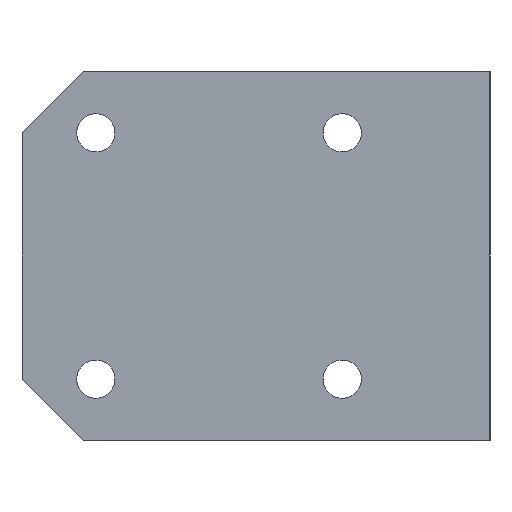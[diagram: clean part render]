
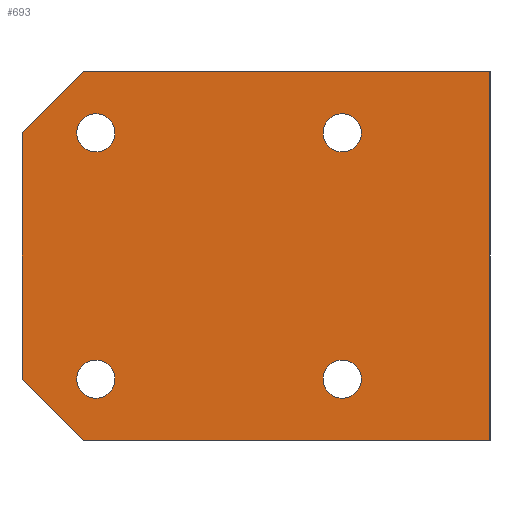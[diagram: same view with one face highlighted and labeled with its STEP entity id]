
A CAD part, left-side view. The second image highlights one B-rep face of the part: STEP entity #693.
In plain terms, the highlighted planar face has unit normal (-1, 0, 0).
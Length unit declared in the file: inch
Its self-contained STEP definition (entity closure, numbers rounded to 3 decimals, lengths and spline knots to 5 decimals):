
#32=LINE('',#1058,#84);
#41=LINE('',#1090,#93);
#45=LINE('',#1100,#97);
#47=LINE('',#1104,#99);
#50=LINE('',#1110,#102);
#51=LINE('',#1111,#103);
#84=VECTOR('',#853,0.3937);
#93=VECTOR('',#882,0.3937);
#97=VECTOR('',#890,0.3937);
#99=VECTOR('',#894,0.3937);
#102=VECTOR('',#899,0.3937);
#103=VECTOR('',#900,0.3937);
#155=FACE_BOUND('',#233,.T.);
#156=FACE_BOUND('',#234,.T.);
#157=FACE_BOUND('',#235,.T.);
#158=FACE_BOUND('',#236,.T.);
#183=FACE_OUTER_BOUND('',#232,.T.);
#232=EDGE_LOOP('',(#541,#542,#543,#544,#545,#546));
#233=EDGE_LOOP('',(#547));
#234=EDGE_LOOP('',(#548));
#235=EDGE_LOOP('',(#549));
#236=EDGE_LOOP('',(#550));
#287=CIRCLE('',#761,0.06102);
#288=CIRCLE('',#762,0.06102);
#289=CIRCLE('',#763,0.06102);
#290=CIRCLE('',#764,0.06102);
#324=VERTEX_POINT('',#1055);
#325=VERTEX_POINT('',#1057);
#338=VERTEX_POINT('',#1089);
#342=VERTEX_POINT('',#1099);
#343=VERTEX_POINT('',#1103);
#345=VERTEX_POINT('',#1109);
#346=VERTEX_POINT('',#1112);
#347=VERTEX_POINT('',#1114);
#348=VERTEX_POINT('',#1116);
#349=VERTEX_POINT('',#1118);
#394=EDGE_CURVE('',#324,#325,#32,.T.);
#410=EDGE_CURVE('',#325,#338,#41,.F.);
#415=EDGE_CURVE('',#338,#342,#45,.T.);
#417=EDGE_CURVE('',#343,#342,#47,.T.);
#420=EDGE_CURVE('',#324,#345,#50,.T.);
#421=EDGE_CURVE('',#343,#345,#51,.T.);
#422=EDGE_CURVE('',#346,#346,#287,.T.);
#423=EDGE_CURVE('',#347,#347,#288,.T.);
#424=EDGE_CURVE('',#348,#348,#289,.T.);
#425=EDGE_CURVE('',#349,#349,#290,.T.);
#541=ORIENTED_EDGE('',*,*,#415,.F.);
#542=ORIENTED_EDGE('',*,*,#410,.F.);
#543=ORIENTED_EDGE('',*,*,#394,.F.);
#544=ORIENTED_EDGE('',*,*,#420,.T.);
#545=ORIENTED_EDGE('',*,*,#421,.F.);
#546=ORIENTED_EDGE('',*,*,#417,.T.);
#547=ORIENTED_EDGE('',*,*,#422,.T.);
#548=ORIENTED_EDGE('',*,*,#423,.T.);
#549=ORIENTED_EDGE('',*,*,#424,.T.);
#550=ORIENTED_EDGE('',*,*,#425,.T.);
#671=PLANE('',#760);
#693=ADVANCED_FACE('',(#183,#155,#156,#157,#158),#671,.T.);
#760=AXIS2_PLACEMENT_3D('',#1108,#897,#898);
#761=AXIS2_PLACEMENT_3D('',#1113,#901,#902);
#762=AXIS2_PLACEMENT_3D('',#1115,#903,#904);
#763=AXIS2_PLACEMENT_3D('',#1117,#905,#906);
#764=AXIS2_PLACEMENT_3D('',#1119,#907,#908);
#853=DIRECTION('',(0.,0.,-1.));
#882=DIRECTION('',(0.,-1.,0.));
#890=DIRECTION('',(0.,0.707,0.707));
#894=DIRECTION('',(0.,0.,-1.));
#897=DIRECTION('center_axis',(-1.,0.,0.));
#898=DIRECTION('ref_axis',(0.,0.,1.));
#899=DIRECTION('',(0.,1.,0.));
#900=DIRECTION('',(0.,-0.707,0.707));
#901=DIRECTION('center_axis',(1.,0.,0.));
#902=DIRECTION('ref_axis',(0.,0.,1.));
#903=DIRECTION('center_axis',(1.,0.,0.));
#904=DIRECTION('ref_axis',(0.,0.,1.));
#905=DIRECTION('center_axis',(1.,0.,0.));
#906=DIRECTION('ref_axis',(0.,0.,1.));
#907=DIRECTION('center_axis',(1.,0.,0.));
#908=DIRECTION('ref_axis',(0.,0.,1.));
#1055=CARTESIAN_POINT('',(0.15748,0.,1.1811));
#1057=CARTESIAN_POINT('',(0.15748,0.,0.));
#1058=CARTESIAN_POINT('',(0.15748,0.,0.29528));
#1089=CARTESIAN_POINT('',(0.15748,1.29921,0.));
#1090=CARTESIAN_POINT('',(0.15748,0.,0.));
#1099=CARTESIAN_POINT('',(0.15748,1.49606,0.19685));
#1100=CARTESIAN_POINT('',(0.15748,1.02362,-0.27559));
#1103=CARTESIAN_POINT('',(0.15748,1.49606,0.98425));
#1104=CARTESIAN_POINT('',(0.15748,1.49606,0.29528));
#1108=CARTESIAN_POINT('Origin',(0.15748,0.,0.));
#1109=CARTESIAN_POINT('',(0.15748,1.29921,1.1811));
#1110=CARTESIAN_POINT('',(0.15748,0.,1.1811));
#1111=CARTESIAN_POINT('',(0.15748,1.3189,1.16142));
#1112=CARTESIAN_POINT('',(0.15748,1.25984,0.13583));
#1113=CARTESIAN_POINT('Origin',(0.15748,1.25984,0.19685));
#1114=CARTESIAN_POINT('',(0.15748,0.47244,0.92323));
#1115=CARTESIAN_POINT('Origin',(0.15748,0.47244,0.98425));
#1116=CARTESIAN_POINT('',(0.15748,1.25984,0.92323));
#1117=CARTESIAN_POINT('Origin',(0.15748,1.25984,0.98425));
#1118=CARTESIAN_POINT('',(0.15748,0.47244,0.13583));
#1119=CARTESIAN_POINT('Origin',(0.15748,0.47244,0.19685));
